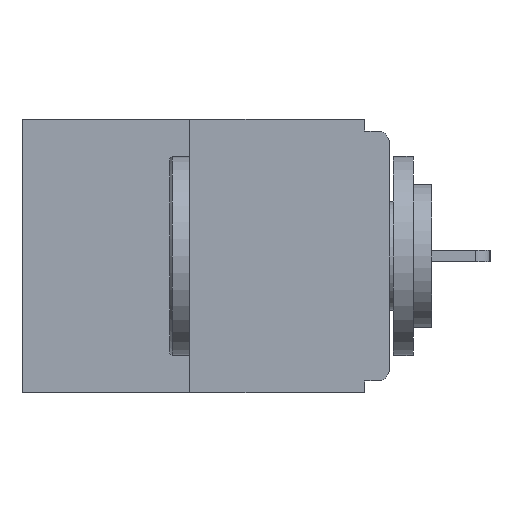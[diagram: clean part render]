
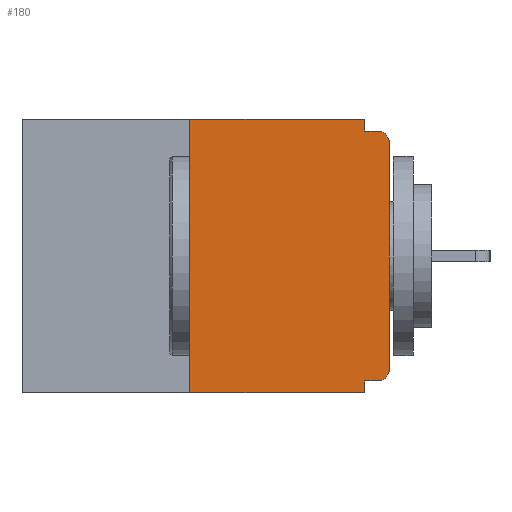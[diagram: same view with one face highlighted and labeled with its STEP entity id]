
A CAD part, left-side view. The second image highlights one B-rep face of the part: STEP entity #180.
In plain terms, the highlighted planar face has unit normal (-1, 0, 0).
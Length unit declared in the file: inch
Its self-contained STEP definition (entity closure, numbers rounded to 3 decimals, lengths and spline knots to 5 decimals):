
#180 = ADVANCED_FACE ( 'NONE', ( #15149 ), #6372, .F. ) ;
#541 = DIRECTION ( 'NONE',  ( 0., 0., -1. ) ) ;
#1027 = DIRECTION ( 'NONE',  ( 0., 1., 0. ) ) ;
#1164 = CARTESIAN_POINT ( 'NONE',  ( 0., 0.031, 0. ) ) ;
#1432 = EDGE_CURVE ( 'NONE', #9612, #8266, #17179, .T. ) ;
#1443 = DIRECTION ( 'NONE',  ( 0., 0., 1. ) ) ;
#1445 = CARTESIAN_POINT ( 'NONE',  ( 0., 0.015, -0.03 ) ) ;
#2030 = CARTESIAN_POINT ( 'NONE',  ( 0., 0.015, -0.015 ) ) ;
#2176 = CIRCLE ( 'NONE', #10622, 0.015 ) ;
#2184 = LINE ( 'NONE', #11114, #5005 ) ;
#2236 = CARTESIAN_POINT ( 'NONE',  ( 0., 0.015, -0.328 ) ) ;
#2250 = ORIENTED_EDGE ( 'NONE', *, *, #13413, .F. ) ;
#2822 = DIRECTION ( 'NONE',  ( 0., 0., -1. ) ) ;
#3382 = EDGE_CURVE ( 'NONE', #9612, #7488, #5221, .T. ) ;
#3513 = VERTEX_POINT ( 'NONE', #14185 ) ;
#3550 = ORIENTED_EDGE ( 'NONE', *, *, #3382, .F. ) ;
#3593 = VECTOR ( 'NONE', #16737, 39.37008 ) ;
#3994 = EDGE_CURVE ( 'NONE', #12158, #10158, #13546, .T. ) ;
#4214 = ORIENTED_EDGE ( 'NONE', *, *, #5772, .F. ) ;
#4743 = DIRECTION ( 'NONE',  ( -1., 0., 0. ) ) ;
#4940 = DIRECTION ( 'NONE',  ( 0., 0., -1. ) ) ;
#5005 = VECTOR ( 'NONE', #1443, 39.37008 ) ;
#5100 = CARTESIAN_POINT ( 'NONE',  ( 0., 0., -0.328 ) ) ;
#5221 = LINE ( 'NONE', #5100, #8457 ) ;
#5387 = LINE ( 'NONE', #6010, #11421 ) ;
#5391 = AXIS2_PLACEMENT_3D ( 'NONE', #6506, #17291, #17271 ) ;
#5772 = EDGE_CURVE ( 'NONE', #16561, #7908, #17248, .T. ) ;
#5985 = CARTESIAN_POINT ( 'NONE',  ( 0., 0.25, -0.343 ) ) ;
#6010 = CARTESIAN_POINT ( 'NONE',  ( 0., 0., 0. ) ) ;
#6048 = CARTESIAN_POINT ( 'NONE',  ( 0., 0.031, -0.015 ) ) ;
#6065 = CARTESIAN_POINT ( 'NONE',  ( 0., 0.031, 0. ) ) ;
#6372 = PLANE ( 'NONE',  #5391 ) ;
#6506 = CARTESIAN_POINT ( 'NONE',  ( 0., 0.46, 0. ) ) ;
#6704 = VECTOR ( 'NONE', #14182, 39.37008 ) ;
#7301 = VECTOR ( 'NONE', #541, 39.37008 ) ;
#7488 = VERTEX_POINT ( 'NONE', #8879 ) ;
#7896 = ORIENTED_EDGE ( 'NONE', *, *, #3994, .F. ) ;
#7908 = VERTEX_POINT ( 'NONE', #1164 ) ;
#7973 = CARTESIAN_POINT ( 'NONE',  ( 0., 0.46, -0.343 ) ) ;
#8266 = VERTEX_POINT ( 'NONE', #11623 ) ;
#8457 = VECTOR ( 'NONE', #1027, 39.37008 ) ;
#8512 = CARTESIAN_POINT ( 'NONE',  ( 0., 0.031, -0.343 ) ) ;
#8540 = ORIENTED_EDGE ( 'NONE', *, *, #1432, .T. ) ;
#8639 = AXIS2_PLACEMENT_3D ( 'NONE', #15008, #4743, #4940 ) ;
#8669 = VECTOR ( 'NONE', #9416, 39.37008 ) ;
#8879 = CARTESIAN_POINT ( 'NONE',  ( 0., 0.031, -0.328 ) ) ;
#9416 = DIRECTION ( 'NONE',  ( 0., -1., 0. ) ) ;
#9612 = VERTEX_POINT ( 'NONE', #2236 ) ;
#9870 = EDGE_CURVE ( 'NONE', #3513, #10158, #2176, .T. ) ;
#10080 = VECTOR ( 'NONE', #13948, 39.37008 ) ;
#10158 = VERTEX_POINT ( 'NONE', #2030 ) ;
#10561 = VERTEX_POINT ( 'NONE', #8512 ) ;
#10622 = AXIS2_PLACEMENT_3D ( 'NONE', #1445, #11120, #2822 ) ;
#10940 = LINE ( 'NONE', #15292, #3593 ) ;
#11114 = CARTESIAN_POINT ( 'NONE',  ( 0., 0.25, 0. ) ) ;
#11120 = DIRECTION ( 'NONE',  ( -1., 0., 0. ) ) ;
#11248 = EDGE_CURVE ( 'NONE', #8266, #3513, #5387, .T. ) ;
#11395 = LINE ( 'NONE', #6065, #7301 ) ;
#11421 = VECTOR ( 'NONE', #14169, 39.37008 ) ;
#11623 = CARTESIAN_POINT ( 'NONE',  ( 0., 0., -0.313 ) ) ;
#12158 = VERTEX_POINT ( 'NONE', #6048 ) ;
#12312 = LINE ( 'NONE', #7973, #8669 ) ;
#13013 = ORIENTED_EDGE ( 'NONE', *, *, #11248, .T. ) ;
#13413 = EDGE_CURVE ( 'NONE', #7908, #12158, #11395, .T. ) ;
#13546 = LINE ( 'NONE', #14721, #6704 ) ;
#13718 = CARTESIAN_POINT ( 'NONE',  ( 0., 0.46, 0. ) ) ;
#13852 = EDGE_CURVE ( 'NONE', #7488, #10561, #10940, .T. ) ;
#13948 = DIRECTION ( 'NONE',  ( 0., -1., 0. ) ) ;
#14169 = DIRECTION ( 'NONE',  ( 0., 0., 1. ) ) ;
#14182 = DIRECTION ( 'NONE',  ( 0., -1., 0. ) ) ;
#14185 = CARTESIAN_POINT ( 'NONE',  ( 0., 0., -0.03 ) ) ;
#14253 = ORIENTED_EDGE ( 'NONE', *, *, #9870, .T. ) ;
#14721 = CARTESIAN_POINT ( 'NONE',  ( 0., 0., -0.015 ) ) ;
#15008 = CARTESIAN_POINT ( 'NONE',  ( 0., 0.015, -0.313 ) ) ;
#15149 = FACE_OUTER_BOUND ( 'NONE', #16195, .T. ) ;
#15279 = CARTESIAN_POINT ( 'NONE',  ( 0., 0.25, 0. ) ) ;
#15292 = CARTESIAN_POINT ( 'NONE',  ( 0., 0.031, -0.343 ) ) ;
#15504 = ORIENTED_EDGE ( 'NONE', *, *, #16502, .F. ) ;
#16195 = EDGE_LOOP ( 'NONE', ( #4214, #15504, #16755, #17175, #3550, #8540, #13013, #14253, #7896, #2250 ) ) ;
#16502 = EDGE_CURVE ( 'NONE', #16657, #16561, #2184, .T. ) ;
#16561 = VERTEX_POINT ( 'NONE', #15279 ) ;
#16657 = VERTEX_POINT ( 'NONE', #5985 ) ;
#16737 = DIRECTION ( 'NONE',  ( 0., 0., -1. ) ) ;
#16755 = ORIENTED_EDGE ( 'NONE', *, *, #16949, .T. ) ;
#16949 = EDGE_CURVE ( 'NONE', #16657, #10561, #12312, .T. ) ;
#17175 = ORIENTED_EDGE ( 'NONE', *, *, #13852, .F. ) ;
#17179 = CIRCLE ( 'NONE', #8639, 0.015 ) ;
#17248 = LINE ( 'NONE', #13718, #10080 ) ;
#17271 = DIRECTION ( 'NONE',  ( 0., 0., -1. ) ) ;
#17291 = DIRECTION ( 'NONE',  ( 1., 0., 0. ) ) ;
